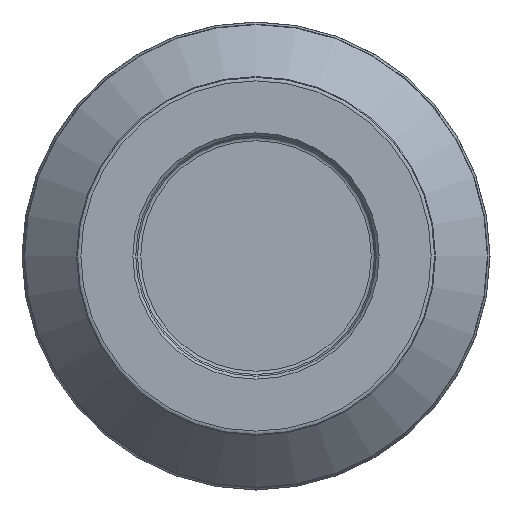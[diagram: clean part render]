
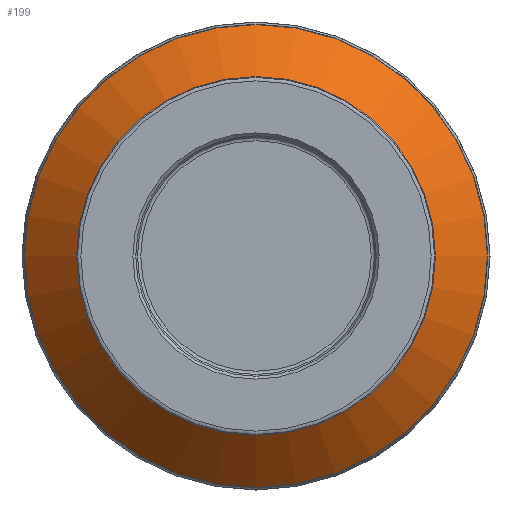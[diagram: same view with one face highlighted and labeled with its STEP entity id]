
A CAD part, left-side view. The second image highlights one B-rep face of the part: STEP entity #199.
In plain terms, the highlighted conical face has half-angle 45 degrees and reference radius 30.281 mm.
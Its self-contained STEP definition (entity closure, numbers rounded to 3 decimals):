
#130=CONICAL_SURFACE('',#827,30.281,45.);
#199=ADVANCED_FACE('',(#299,#300),#130,.T.);
#299=FACE_BOUND('',#382,.T.);
#300=FACE_BOUND('',#383,.T.);
#382=EDGE_LOOP('',(#540));
#383=EDGE_LOOP('',(#541));
#540=ORIENTED_EDGE('',*,*,#705,.T.);
#541=ORIENTED_EDGE('',*,*,#704,.F.);
#623=VERTEX_POINT('',#1724);
#624=VERTEX_POINT('',#1727);
#704=EDGE_CURVE('',#623,#623,#736,.T.);
#705=EDGE_CURVE('',#624,#624,#737,.T.);
#736=CIRCLE('',#824,30.281);
#737=CIRCLE('',#826,39.067);
#824=AXIS2_PLACEMENT_3D('',#1723,#1010,#1011);
#826=AXIS2_PLACEMENT_3D('',#1726,#1014,#1015);
#827=AXIS2_PLACEMENT_3D('',#1728,#1016,#1017);
#1010=DIRECTION('',(-1.,0.,0.));
#1011=DIRECTION('',(0.,0.,-1.));
#1014=DIRECTION('',(-1.,0.,0.));
#1015=DIRECTION('',(0.,0.,-1.));
#1016=DIRECTION('',(1.,0.,0.));
#1017=DIRECTION('',(0.,0.,-1.));
#1723=CARTESIAN_POINT('',(0.281,0.,0.));
#1724=CARTESIAN_POINT('',(0.281,0.,-30.281));
#1726=CARTESIAN_POINT('',(9.067,0.,0.));
#1727=CARTESIAN_POINT('',(9.067,0.,-39.067));
#1728=CARTESIAN_POINT('',(0.281,0.,0.));
